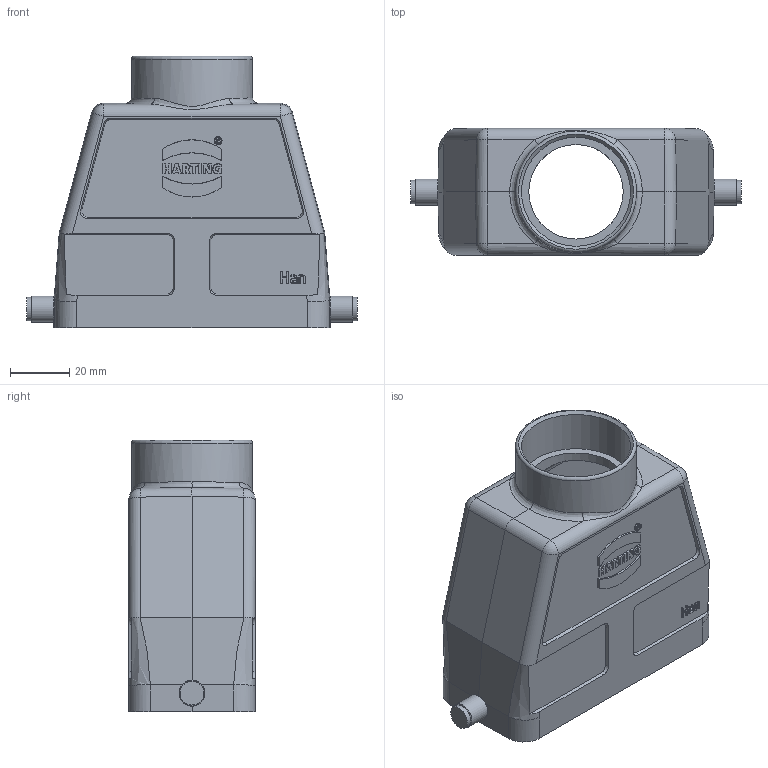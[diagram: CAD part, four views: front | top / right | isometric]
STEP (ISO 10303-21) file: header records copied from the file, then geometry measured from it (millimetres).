
FILE_DESCRIPTION(/* description */ (''),/* implementation_level */ '2;1');
FILE_NAME(/* name */ '100537497ugm000_b.stp',/* time_stamp */ '2019-08-05T08:48:48+02:00',/* author */ (''),/* organization */ (''),/* preprocessor_version */ 'ST-DEVELOPER v16.7',/* originating_system */ 'SIEMENS PLM Software NX 12.0',/* authorisation */ '');
FILE_SCHEMA (('AUTOMOTIVE_DESIGN { 1 0 10303 214 3 1 1 1 }'));
Length unit declared in the file: millimetre
Products named in the file (1): 100537497ugm000_b
Bounding box: 112 x 43 x 92 mm (x, y, z)
Volume: 68728.2 mm3; surface area: 44854 mm2
Topology: 1 solids, 1 shells, 356 faces, 919 edges, 587 vertices
Faces by surface type: plane 195, cylinder 75, bspline 56, cone 21, sphere 8, torus 1
Full cylindrical faces by diameter (mm): 3 x4, 4 x2, 8 x2, 8.8 x2, 32 x1, 37 x1, 41 x1
Entity records: 12402 total; most frequent: CARTESIAN_POINT 3361, ORIENTED_EDGE 1758, DIRECTION 1550, EDGE_CURVE 879, VERTEX_POINT 577, LINE 550, VECTOR 550, AXIS2_PLACEMENT_3D 500
